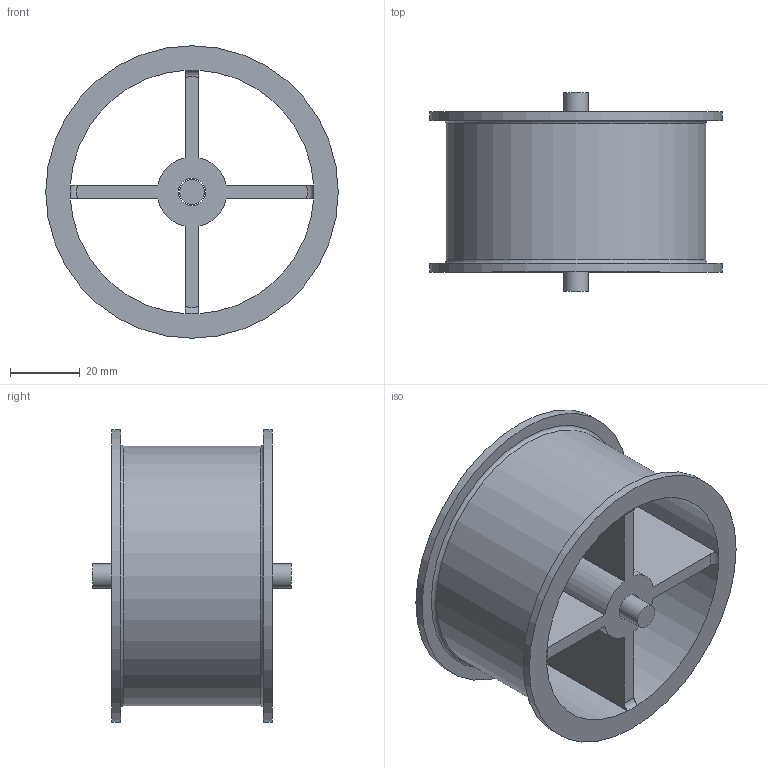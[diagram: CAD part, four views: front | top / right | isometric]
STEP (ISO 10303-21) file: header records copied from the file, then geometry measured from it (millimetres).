
FILE_DESCRIPTION(/* description */ (''),/* implementation_level */ '2;1');
FILE_NAME(/* name */ 'Unidad de soporte cilndrica.step',/* time_stamp */ '2025-12-10T13:14:19-03:00',/* author */ (''),/* organization */ (''),/* preprocessor_version */ 'ST-DEVELOPER v20.1',/* originating_system */ 'Autodesk Translation Framework v14.21.0.0',/* authorisation */ '');
FILE_SCHEMA (('AUTOMOTIVE_DESIGN { 1 0 10303 214 3 1 1 }'));
Length unit declared in the file: millimetre
Products named in the file (4): Unidad de soporte cilíndrica; Eje 7mm; Cilindro Soporte; Cilindro
Assembly tree (3 placements, depth 3):
  Unidad de soporte cilíndrica
    Eje 7mm
    Cilindro Soporte
      Cilindro
Bounding box: 83.87 x 57 x 83.87 mm (x, y, z)
Volume: 60313.1 mm3; surface area: 40186.3 mm2
Topology: 2 solids, 2 shells, 39 faces, 101 edges, 62 vertices
Faces by surface type: plane 16, cylinder 13, torus 10
Full cylindrical faces by diameter (mm): 7 x1, 7.8 x1, 74.368 x1, 83.868 x2
Entity records: 1448 total; most frequent: CARTESIAN_POINT 354, DIRECTION 227, ORIENTED_EDGE 202, EDGE_CURVE 101, AXIS2_PLACEMENT_3D 95, VERTEX_POINT 62, CIRCLE 48, EDGE_LOOP 45
